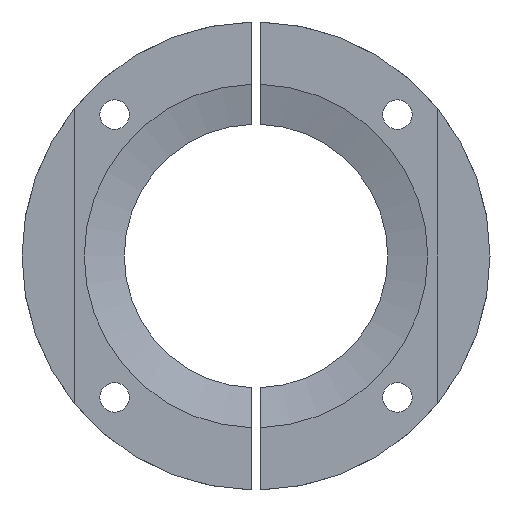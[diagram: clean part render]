
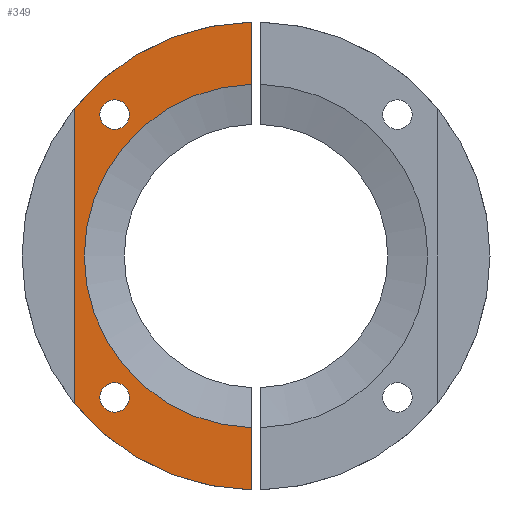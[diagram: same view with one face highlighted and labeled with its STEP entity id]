
A CAD part, front view. The second image highlights one B-rep face of the part: STEP entity #349.
In plain terms, the highlighted planar face has unit normal (0, -1, 0).
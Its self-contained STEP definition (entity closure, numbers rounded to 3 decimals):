
#5 = ORIENTED_EDGE ( 'NONE', *, *, #201, .F. ) ;
#6 = AXIS2_PLACEMENT_3D ( 'NONE', #728, #716, #706 ) ;
#19 = DIRECTION ( 'NONE',  ( 0., -1., 0. ) ) ;
#21 = CIRCLE ( 'NONE', #876, 51.5 ) ;
#56 = CARTESIAN_POINT ( 'NONE',  ( -40., 2., -32.438 ) ) ;
#66 = AXIS2_PLACEMENT_3D ( 'NONE', #935, #415, #1032 ) ;
#75 = EDGE_LOOP ( 'NONE', ( #911, #871 ) ) ;
#106 = EDGE_LOOP ( 'NONE', ( #137, #668, #981, #508, #5, #1094 ) ) ;
#119 = ORIENTED_EDGE ( 'NONE', *, *, #298, .F. ) ;
#137 = ORIENTED_EDGE ( 'NONE', *, *, #1058, .F. ) ;
#150 = ORIENTED_EDGE ( 'NONE', *, *, #966, .F. ) ;
#157 = VECTOR ( 'NONE', #847, 1000. ) ;
#164 = CARTESIAN_POINT ( 'NONE',  ( -40., 2., 32.438 ) ) ;
#178 = VERTEX_POINT ( 'NONE', #689 ) ;
#201 = EDGE_CURVE ( 'NONE', #972, #998, #672, .T. ) ;
#231 = VERTEX_POINT ( 'NONE', #997 ) ;
#241 = CARTESIAN_POINT ( 'NONE',  ( 0., 2., 0. ) ) ;
#260 = FACE_OUTER_BOUND ( 'NONE', #106, .T. ) ;
#265 = VERTEX_POINT ( 'NONE', #872 ) ;
#296 = FACE_BOUND ( 'NONE', #1028, .T. ) ;
#298 = EDGE_CURVE ( 'NONE', #265, #178, #1024, .T. ) ;
#349 = ADVANCED_FACE ( 'NONE', ( #296, #549, #260 ), #620, .F. ) ;
#356 = DIRECTION ( 'NONE',  ( -1., 0., 0. ) ) ;
#360 = DIRECTION ( 'NONE',  ( 0., -1., 0. ) ) ;
#364 = EDGE_CURVE ( 'NONE', #464, #972, #521, .T. ) ;
#389 = AXIS2_PLACEMENT_3D ( 'NONE', #580, #575, #569 ) ;
#415 = DIRECTION ( 'NONE',  ( 0., -1., 0. ) ) ;
#441 = CARTESIAN_POINT ( 'NONE',  ( -1., 2., -51.49 ) ) ;
#461 = AXIS2_PLACEMENT_3D ( 'NONE', #501, #498, #489 ) ;
#464 = VERTEX_POINT ( 'NONE', #164 ) ;
#478 = VERTEX_POINT ( 'NONE', #56 ) ;
#480 = CARTESIAN_POINT ( 'NONE',  ( -40., 2., -51.547 ) ) ;
#488 = VERTEX_POINT ( 'NONE', #925 ) ;
#489 = DIRECTION ( 'NONE',  ( -1., 0., 0. ) ) ;
#496 = LINE ( 'NONE', #763, #157 ) ;
#498 = DIRECTION ( 'NONE',  ( 0., 1., 0. ) ) ;
#501 = CARTESIAN_POINT ( 'NONE',  ( 0., 2., 0. ) ) ;
#506 = VERTEX_POINT ( 'NONE', #943 ) ;
#508 = ORIENTED_EDGE ( 'NONE', *, *, #959, .F. ) ;
#510 = DIRECTION ( 'NONE',  ( 0., -1., 0. ) ) ;
#521 = CIRCLE ( 'NONE', #461, 51.5 ) ;
#549 = FACE_BOUND ( 'NONE', #75, .T. ) ;
#569 = DIRECTION ( 'NONE',  ( -1., 0., 0. ) ) ;
#570 = CARTESIAN_POINT ( 'NONE',  ( -1., 2., 37.787 ) ) ;
#575 = DIRECTION ( 'NONE',  ( 0., 1., 0. ) ) ;
#580 = CARTESIAN_POINT ( 'NONE',  ( -40., 2., -51.547 ) ) ;
#620 = PLANE ( 'NONE',  #389 ) ;
#643 = CARTESIAN_POINT ( 'NONE',  ( 0., 2., 0. ) ) ;
#668 = ORIENTED_EDGE ( 'NONE', *, *, #921, .F. ) ;
#672 = LINE ( 'NONE', #1089, #1162 ) ;
#689 = CARTESIAN_POINT ( 'NONE',  ( -31.113, 2., -34.363 ) ) ;
#706 = DIRECTION ( 'NONE',  ( -1., 0., 0. ) ) ;
#716 = DIRECTION ( 'NONE',  ( 0., -1., 0. ) ) ;
#725 = DIRECTION ( 'NONE',  ( -1., 0., 0. ) ) ;
#728 = CARTESIAN_POINT ( 'NONE',  ( -31.113, 2., -31.113 ) ) ;
#763 = CARTESIAN_POINT ( 'NONE',  ( -1., 2., 51.49 ) ) ;
#808 = VERTEX_POINT ( 'NONE', #441 ) ;
#847 = DIRECTION ( 'NONE',  ( 0., 0., -1. ) ) ;
#871 = ORIENTED_EDGE ( 'NONE', *, *, #1232, .F. ) ;
#872 = CARTESIAN_POINT ( 'NONE',  ( -31.113, 2., -27.863 ) ) ;
#876 = AXIS2_PLACEMENT_3D ( 'NONE', #241, #888, #356 ) ;
#888 = DIRECTION ( 'NONE',  ( 0., 1., 0. ) ) ;
#890 = CARTESIAN_POINT ( 'NONE',  ( -31.113, 2., -31.113 ) ) ;
#897 = VECTOR ( 'NONE', #1084, 1000. ) ;
#911 = ORIENTED_EDGE ( 'NONE', *, *, #1153, .F. ) ;
#921 = EDGE_CURVE ( 'NONE', #808, #478, #21, .T. ) ;
#925 = CARTESIAN_POINT ( 'NONE',  ( -27.863, 2., 31.113 ) ) ;
#934 = AXIS2_PLACEMENT_3D ( 'NONE', #643, #19, #725 ) ;
#935 = CARTESIAN_POINT ( 'NONE',  ( -31.113, 2., 31.113 ) ) ;
#943 = CARTESIAN_POINT ( 'NONE',  ( -34.363, 2., 31.113 ) ) ;
#959 = EDGE_CURVE ( 'NONE', #998, #231, #1015, .T. ) ;
#966 = EDGE_CURVE ( 'NONE', #178, #265, #988, .T. ) ;
#972 = VERTEX_POINT ( 'NONE', #1158 ) ;
#981 = ORIENTED_EDGE ( 'NONE', *, *, #1210, .F. ) ;
#983 = DIRECTION ( 'NONE',  ( -1., 0., 0. ) ) ;
#987 = AXIS2_PLACEMENT_3D ( 'NONE', #1016, #510, #1105 ) ;
#988 = CIRCLE ( 'NONE', #1000, 3.25 ) ;
#997 = CARTESIAN_POINT ( 'NONE',  ( -1., 2., -37.787 ) ) ;
#998 = VERTEX_POINT ( 'NONE', #570 ) ;
#1000 = AXIS2_PLACEMENT_3D ( 'NONE', #890, #360, #983 ) ;
#1015 = CIRCLE ( 'NONE', #934, 37.8 ) ;
#1016 = CARTESIAN_POINT ( 'NONE',  ( -31.113, 2., 31.113 ) ) ;
#1024 = CIRCLE ( 'NONE', #6, 3.25 ) ;
#1028 = EDGE_LOOP ( 'NONE', ( #119, #150 ) ) ;
#1032 = DIRECTION ( 'NONE',  ( -1., 0., 0. ) ) ;
#1058 = EDGE_CURVE ( 'NONE', #478, #464, #1168, .T. ) ;
#1084 = DIRECTION ( 'NONE',  ( 0., 0., 1. ) ) ;
#1089 = CARTESIAN_POINT ( 'NONE',  ( -1., 2., 51.49 ) ) ;
#1094 = ORIENTED_EDGE ( 'NONE', *, *, #364, .F. ) ;
#1104 = DIRECTION ( 'NONE',  ( 0., 0., -1. ) ) ;
#1105 = DIRECTION ( 'NONE',  ( -1., 0., 0. ) ) ;
#1131 = CIRCLE ( 'NONE', #66, 3.25 ) ;
#1153 = EDGE_CURVE ( 'NONE', #488, #506, #1211, .T. ) ;
#1158 = CARTESIAN_POINT ( 'NONE',  ( -1., 2., 51.49 ) ) ;
#1162 = VECTOR ( 'NONE', #1104, 1000. ) ;
#1168 = LINE ( 'NONE', #480, #897 ) ;
#1210 = EDGE_CURVE ( 'NONE', #231, #808, #496, .T. ) ;
#1211 = CIRCLE ( 'NONE', #987, 3.25 ) ;
#1232 = EDGE_CURVE ( 'NONE', #506, #488, #1131, .T. ) ;
